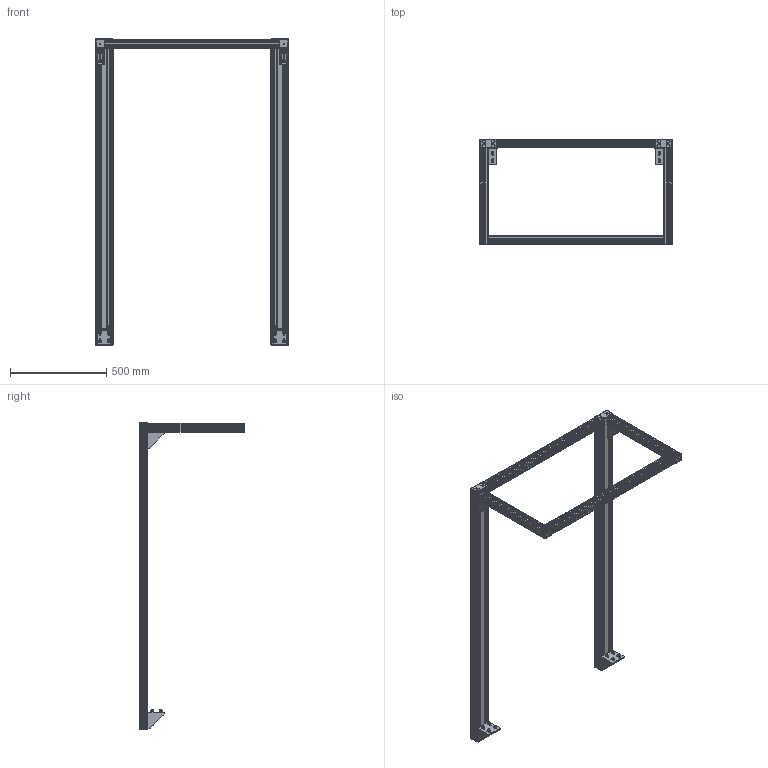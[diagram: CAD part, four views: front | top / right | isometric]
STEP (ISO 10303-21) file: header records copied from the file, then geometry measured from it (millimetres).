
FILE_DESCRIPTION(/* description */ ('für höhenverstellbare Tische mit ELS/HLS'),/* implementation_level */ '2;1');
FILE_NAME(/* name */ '320174-1S.step',/* time_stamp */ '2021-09-06T11:45:48+02:00',/* author */ ('Tobi'),/* organization */ (''),/* preprocessor_version */ 'ST-DEVELOPER v18.1',/* originating_system */ 'Autodesk Inventor 2021',/* authorisation */ '');
FILE_SCHEMA (('AUTOMOTIVE_DESIGN { 1 0 10303 214 3 1 1 }'));
Length unit declared in the file: millimetre
Products named in the file (15): 32-0174-1FZ.000; leer; 20-1033-0FZ.001; 20-1033-0FZ.001_1; 20-1033-0FZ.001_2; 22-1004-1FZ.001; 22-1007-1FZ.001; leer_1; 21-1397-12FZ.000; 21-1351-0FZ.004; leer_2; 21-0978-12FZ.000; leer_3; 21-1351-2FZ.005; leer_4
Assembly tree (54 placements, depth 3):
  32-0174-1FZ.000
    leer  x2
    20-1033-0FZ.001  x2
    20-1033-0FZ.001_1
    20-1033-0FZ.001_2
    22-1004-1FZ.001  x2
    22-1007-1FZ.001  x4
    leer_1  x2
      21-1397-12FZ.000
      leer_3
      21-1351-0FZ.004
      leer_4
    leer_2  x2
      21-0978-12FZ.000
      leer_3
      21-1351-2FZ.005
      leer_4
Bounding box: 1000 x 548 x 1591 mm (x, y, z)
Volume: 6268232.6 mm3; surface area: 4462996.2 mm2
Topology: 88 solids, 88 shells, 2328 faces, 6238 edges, 4114 vertices
Faces by surface type: plane 1316, cylinder 848, cone 72, torus 64, bspline 24, sphere 4
Full cylindrical faces by diameter (mm): 5 x10, 5.5 x10, 8 x48, 8.4 x24, 13 x24, 16 x24
Entity records: 31095 total; most frequent: CARTESIAN_POINT 5579, DIRECTION 5220, ORIENTED_EDGE 5080, EDGE_CURVE 2540, AXIS2_PLACEMENT_3D 1773, VERTEX_POINT 1681, LINE 1674, VECTOR 1674
